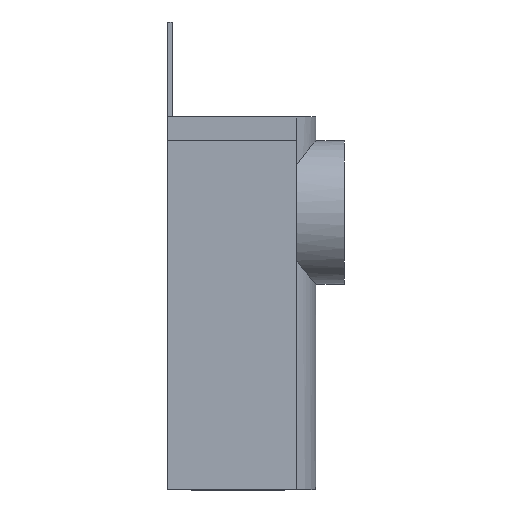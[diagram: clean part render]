
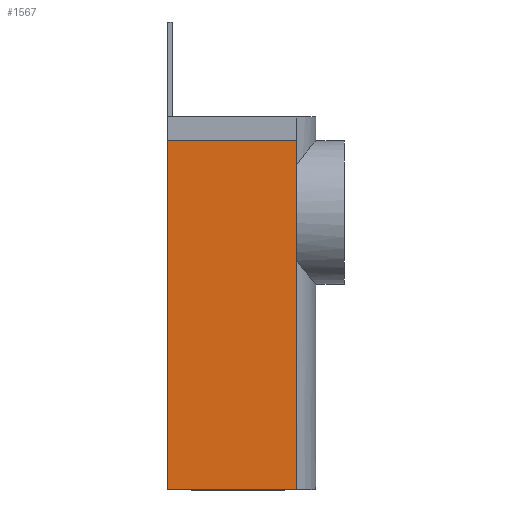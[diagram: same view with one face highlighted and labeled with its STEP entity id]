
A CAD part, left-side view. The second image highlights one B-rep face of the part: STEP entity #1567.
In plain terms, the highlighted planar face has unit normal (-1, 0, 0).
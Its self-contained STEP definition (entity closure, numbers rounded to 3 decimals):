
#155=FACE_OUTER_BOUND('',#243,.T.);
#243=EDGE_LOOP('',(#1409,#1410,#1411,#1412));
#385=LINE('',#2519,#570);
#399=LINE('',#2549,#584);
#430=LINE('',#2610,#615);
#431=LINE('',#2612,#616);
#570=VECTOR('',#1985,10.);
#584=VECTOR('',#2011,10.);
#615=VECTOR('',#2082,10.);
#616=VECTOR('',#2085,10.);
#741=VERTEX_POINT('',#2516);
#742=VERTEX_POINT('',#2518);
#751=VERTEX_POINT('',#2546);
#752=VERTEX_POINT('',#2548);
#935=EDGE_CURVE('',#741,#742,#385,.T.);
#950=EDGE_CURVE('',#751,#752,#399,.T.);
#982=EDGE_CURVE('',#741,#752,#430,.T.);
#983=EDGE_CURVE('',#742,#751,#431,.T.);
#1409=ORIENTED_EDGE('',*,*,#982,.T.);
#1410=ORIENTED_EDGE('',*,*,#950,.F.);
#1411=ORIENTED_EDGE('',*,*,#983,.F.);
#1412=ORIENTED_EDGE('',*,*,#935,.F.);
#1487=PLANE('',#1680);
#1567=ADVANCED_FACE('',(#155),#1487,.T.);
#1680=AXIS2_PLACEMENT_3D('',#2611,#2083,#2084);
#1985=DIRECTION('',(0.,0.,-1.));
#2011=DIRECTION('',(0.,0.,1.));
#2082=DIRECTION('',(0.,1.,0.));
#2083=DIRECTION('center_axis',(-1.,0.,0.));
#2084=DIRECTION('ref_axis',(0.,0.,1.));
#2085=DIRECTION('',(0.,1.,0.));
#2516=CARTESIAN_POINT('',(-5.,-2.7,40.));
#2518=CARTESIAN_POINT('',(-5.,-2.7,25.4));
#2519=CARTESIAN_POINT('',(-5.,-2.7,40.));
#2546=CARTESIAN_POINT('',(-5.,2.7,25.4));
#2548=CARTESIAN_POINT('',(-5.,2.7,40.));
#2549=CARTESIAN_POINT('',(-5.,2.7,40.));
#2610=CARTESIAN_POINT('',(-5.,0.,40.));
#2611=CARTESIAN_POINT('Origin',(-5.,0.,25.4));
#2612=CARTESIAN_POINT('',(-5.,0.,25.4));
